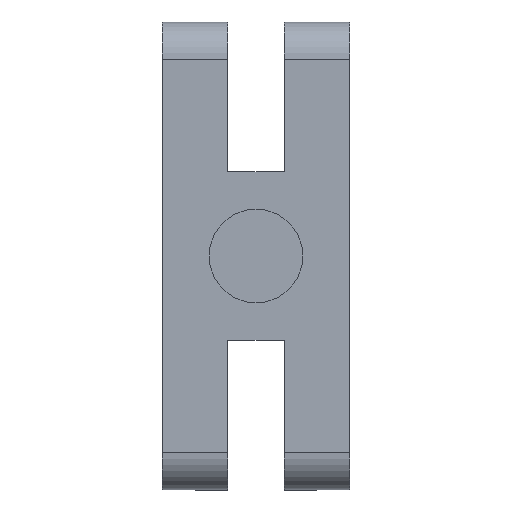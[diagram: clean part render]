
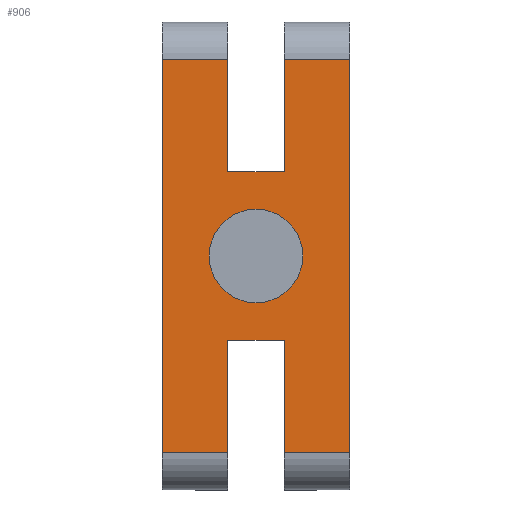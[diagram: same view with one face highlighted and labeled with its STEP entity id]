
A CAD part, front view. The second image highlights one B-rep face of the part: STEP entity #906.
In plain terms, the highlighted planar face has unit normal (0, -1, 0).
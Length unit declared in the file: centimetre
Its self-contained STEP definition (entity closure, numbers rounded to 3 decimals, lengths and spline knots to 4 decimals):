
#3 = CARTESIAN_POINT ( 'NONE',  ( 0.5, -0.35, -1.05 ) ) ;
#5 = ORIENTED_EDGE ( 'NONE', *, *, #666, .T. ) ;
#23 = ORIENTED_EDGE ( 'NONE', *, *, #1003, .T. ) ;
#40 = LINE ( 'NONE', #752, #812 ) ;
#46 = EDGE_CURVE ( 'NONE', #99, #65, #1046, .T. ) ;
#50 = LINE ( 'NONE', #951, #243 ) ;
#65 = VERTEX_POINT ( 'NONE', #697 ) ;
#76 = DIRECTION ( 'NONE',  ( 0., 0., 1. ) ) ;
#77 = CIRCLE ( 'NONE', #480, 0.25 ) ;
#81 = DIRECTION ( 'NONE',  ( -1., 0., 0. ) ) ;
#89 = DIRECTION ( 'NONE',  ( 0., 1., 0. ) ) ;
#94 = LINE ( 'NONE', #254, #1095 ) ;
#97 = CARTESIAN_POINT ( 'NONE',  ( -0.15, -0.35, 1.05 ) ) ;
#98 = CARTESIAN_POINT ( 'NONE',  ( 0.15, -0.35, -0.45 ) ) ;
#99 = VERTEX_POINT ( 'NONE', #853 ) ;
#112 = LINE ( 'NONE', #389, #620 ) ;
#122 = LINE ( 'NONE', #463, #1020 ) ;
#134 = CARTESIAN_POINT ( 'NONE',  ( -0.15, -0.35, -1.05 ) ) ;
#136 = CIRCLE ( 'NONE', #785, 0.25 ) ;
#148 = VECTOR ( 'NONE', #594, 100. ) ;
#171 = VECTOR ( 'NONE', #478, 100. ) ;
#173 = PLANE ( 'NONE',  #200 ) ;
#179 = ORIENTED_EDGE ( 'NONE', *, *, #1137, .F. ) ;
#185 = DIRECTION ( 'NONE',  ( 0., 0., 1. ) ) ;
#191 = CARTESIAN_POINT ( 'NONE',  ( 0.15, -0.35, -1.05 ) ) ;
#200 = AXIS2_PLACEMENT_3D ( 'NONE', #3, #89, #612 ) ;
#203 = CARTESIAN_POINT ( 'NONE',  ( 0.5, -0.35, 0.45 ) ) ;
#213 = DIRECTION ( 'NONE',  ( -1., 0., 0. ) ) ;
#219 = DIRECTION ( 'NONE',  ( -1., 0., 0. ) ) ;
#226 = VERTEX_POINT ( 'NONE', #975 ) ;
#228 = ORIENTED_EDGE ( 'NONE', *, *, #875, .T. ) ;
#242 = EDGE_CURVE ( 'NONE', #255, #302, #1156, .T. ) ;
#243 = VECTOR ( 'NONE', #426, 100. ) ;
#245 = CARTESIAN_POINT ( 'NONE',  ( -0.5, -0.35, -1.05 ) ) ;
#250 = CARTESIAN_POINT ( 'NONE',  ( 0., -0.35, 0.25 ) ) ;
#254 = CARTESIAN_POINT ( 'NONE',  ( 0.5, -0.35, 1.05 ) ) ;
#255 = VERTEX_POINT ( 'NONE', #98 ) ;
#258 = EDGE_CURVE ( 'NONE', #885, #302, #286, .T. ) ;
#282 = VERTEX_POINT ( 'NONE', #365 ) ;
#286 = LINE ( 'NONE', #985, #171 ) ;
#289 = CARTESIAN_POINT ( 'NONE',  ( -0.15, -0.35, -0.45 ) ) ;
#290 = EDGE_CURVE ( 'NONE', #923, #808, #136, .T. ) ;
#302 = VERTEX_POINT ( 'NONE', #191 ) ;
#307 = DIRECTION ( 'NONE',  ( 0., 0., 1. ) ) ;
#309 = EDGE_CURVE ( 'NONE', #397, #65, #112, .T. ) ;
#313 = ORIENTED_EDGE ( 'NONE', *, *, #309, .F. ) ;
#316 = CARTESIAN_POINT ( 'NONE',  ( 0.15, -0.35, -1.05 ) ) ;
#355 = DIRECTION ( 'NONE',  ( 0., 0., -1. ) ) ;
#365 = CARTESIAN_POINT ( 'NONE',  ( 0.5, -0.35, 1.05 ) ) ;
#368 = VECTOR ( 'NONE', #633, 100. ) ;
#374 = ORIENTED_EDGE ( 'NONE', *, *, #46, .T. ) ;
#389 = CARTESIAN_POINT ( 'NONE',  ( 0.5, -0.35, -1.05 ) ) ;
#397 = VERTEX_POINT ( 'NONE', #656 ) ;
#401 = ORIENTED_EDGE ( 'NONE', *, *, #604, .T. ) ;
#426 = DIRECTION ( 'NONE',  ( 0., 0., -1. ) ) ;
#463 = CARTESIAN_POINT ( 'NONE',  ( 0.5, -0.35, 1.05 ) ) ;
#478 = DIRECTION ( 'NONE',  ( -1., 0., 0. ) ) ;
#480 = AXIS2_PLACEMENT_3D ( 'NONE', #904, #1001, #307 ) ;
#492 = LINE ( 'NONE', #316, #148 ) ;
#500 = CARTESIAN_POINT ( 'NONE',  ( 0.15, -0.35, 0.45 ) ) ;
#502 = ORIENTED_EDGE ( 'NONE', *, *, #574, .F. ) ;
#525 = VERTEX_POINT ( 'NONE', #930 ) ;
#526 = VECTOR ( 'NONE', #355, 100. ) ;
#533 = LINE ( 'NONE', #694, #1022 ) ;
#555 = VERTEX_POINT ( 'NONE', #289 ) ;
#556 = VECTOR ( 'NONE', #826, 100. ) ;
#574 = EDGE_CURVE ( 'NONE', #808, #923, #77, .T. ) ;
#582 = EDGE_CURVE ( 'NONE', #986, #99, #122, .T. ) ;
#584 = EDGE_LOOP ( 'NONE', ( #749, #502 ) ) ;
#594 = DIRECTION ( 'NONE',  ( 0., 0., -1. ) ) ;
#604 = EDGE_CURVE ( 'NONE', #525, #986, #1010, .T. ) ;
#612 = DIRECTION ( 'NONE',  ( 0., 0., 1. ) ) ;
#620 = VECTOR ( 'NONE', #213, 100. ) ;
#633 = DIRECTION ( 'NONE',  ( -1., 0., 0. ) ) ;
#642 = EDGE_LOOP ( 'NONE', ( #5, #786, #879, #179, #228, #769, #23, #401, #901, #374, #313, #740 ) ) ;
#656 = CARTESIAN_POINT ( 'NONE',  ( -0.15, -0.35, -1.05 ) ) ;
#666 = EDGE_CURVE ( 'NONE', #555, #255, #40, .T. ) ;
#694 = CARTESIAN_POINT ( 'NONE',  ( -0.15, -0.35, -1.05 ) ) ;
#697 = CARTESIAN_POINT ( 'NONE',  ( -0.5, -0.35, -1.05 ) ) ;
#706 = CARTESIAN_POINT ( 'NONE',  ( 0., -0.35, -0.25 ) ) ;
#727 = CARTESIAN_POINT ( 'NONE',  ( 0., -0.35, 0. ) ) ;
#740 = ORIENTED_EDGE ( 'NONE', *, *, #894, .T. ) ;
#743 = EDGE_CURVE ( 'NONE', #226, #1154, #492, .T. ) ;
#749 = ORIENTED_EDGE ( 'NONE', *, *, #290, .F. ) ;
#752 = CARTESIAN_POINT ( 'NONE',  ( 0.5, -0.35, -0.45 ) ) ;
#769 = ORIENTED_EDGE ( 'NONE', *, *, #743, .T. ) ;
#785 = AXIS2_PLACEMENT_3D ( 'NONE', #727, #1091, #185 ) ;
#786 = ORIENTED_EDGE ( 'NONE', *, *, #242, .T. ) ;
#808 = VERTEX_POINT ( 'NONE', #706 ) ;
#812 = VECTOR ( 'NONE', #1094, 100. ) ;
#819 = LINE ( 'NONE', #203, #368 ) ;
#826 = DIRECTION ( 'NONE',  ( 0., 0., 1. ) ) ;
#853 = CARTESIAN_POINT ( 'NONE',  ( -0.5, -0.35, 1.05 ) ) ;
#875 = EDGE_CURVE ( 'NONE', #282, #226, #94, .T. ) ;
#876 = FACE_OUTER_BOUND ( 'NONE', #642, .T. ) ;
#879 = ORIENTED_EDGE ( 'NONE', *, *, #258, .F. ) ;
#885 = VERTEX_POINT ( 'NONE', #1065 ) ;
#893 = CARTESIAN_POINT ( 'NONE',  ( 0.15, -0.35, -1.05 ) ) ;
#894 = EDGE_CURVE ( 'NONE', #397, #555, #533, .T. ) ;
#901 = ORIENTED_EDGE ( 'NONE', *, *, #582, .T. ) ;
#904 = CARTESIAN_POINT ( 'NONE',  ( 0., -0.35, 0. ) ) ;
#906 = ADVANCED_FACE ( 'NONE', ( #876, #972 ), #173, .F. ) ;
#923 = VERTEX_POINT ( 'NONE', #250 ) ;
#930 = CARTESIAN_POINT ( 'NONE',  ( -0.15, -0.35, 0.45 ) ) ;
#951 = CARTESIAN_POINT ( 'NONE',  ( 0.5, -0.35, -1.05 ) ) ;
#962 = DIRECTION ( 'NONE',  ( 0., 0., -1. ) ) ;
#972 = FACE_BOUND ( 'NONE', #584, .T. ) ;
#975 = CARTESIAN_POINT ( 'NONE',  ( 0.15, -0.35, 1.05 ) ) ;
#985 = CARTESIAN_POINT ( 'NONE',  ( 0.5, -0.35, -1.05 ) ) ;
#986 = VERTEX_POINT ( 'NONE', #97 ) ;
#1001 = DIRECTION ( 'NONE',  ( 0., -1., 0. ) ) ;
#1003 = EDGE_CURVE ( 'NONE', #1154, #525, #819, .T. ) ;
#1010 = LINE ( 'NONE', #134, #556 ) ;
#1020 = VECTOR ( 'NONE', #219, 100. ) ;
#1022 = VECTOR ( 'NONE', #76, 100. ) ;
#1046 = LINE ( 'NONE', #245, #1077 ) ;
#1065 = CARTESIAN_POINT ( 'NONE',  ( 0.5, -0.35, -1.05 ) ) ;
#1077 = VECTOR ( 'NONE', #962, 100. ) ;
#1091 = DIRECTION ( 'NONE',  ( 0., -1., 0. ) ) ;
#1094 = DIRECTION ( 'NONE',  ( 1., 0., 0. ) ) ;
#1095 = VECTOR ( 'NONE', #81, 100. ) ;
#1137 = EDGE_CURVE ( 'NONE', #282, #885, #50, .T. ) ;
#1154 = VERTEX_POINT ( 'NONE', #500 ) ;
#1156 = LINE ( 'NONE', #893, #526 ) ;
